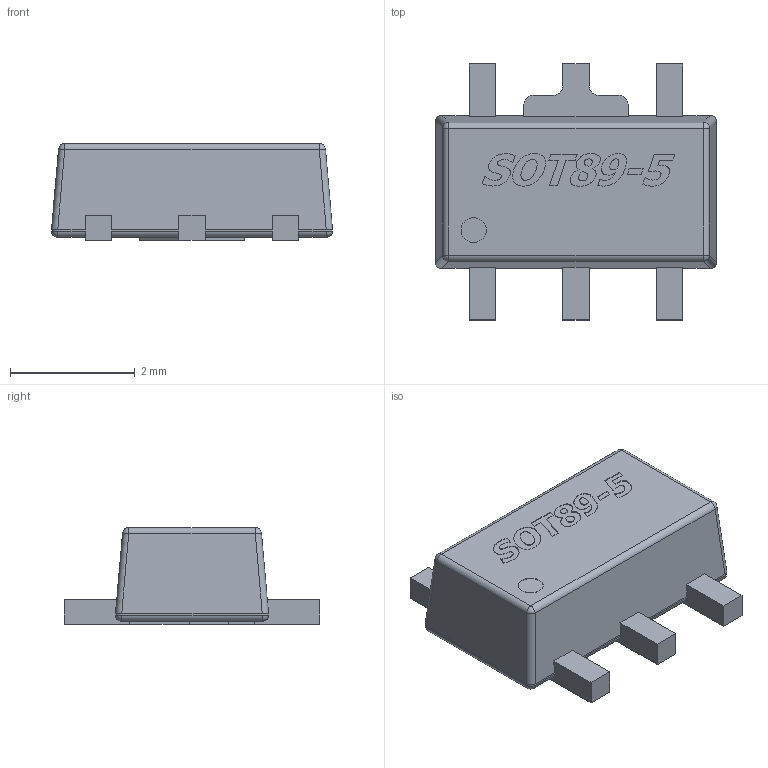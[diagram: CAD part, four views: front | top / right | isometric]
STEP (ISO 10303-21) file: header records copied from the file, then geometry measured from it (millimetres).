
FILE_DESCRIPTION(/* description */ (''),/* implementation_level */ '2;1');
FILE_NAME(/* name */ 'SOT89-5.stp',/* time_stamp */ '2015-11-22T20:57:57+10:00',/* author */ ('Nico'),/* organization */ (''),/* preprocessor_version */ 'ST-DEVELOPER v15.6',/* originating_system */ 'Autodesk Inventor 2015',/* authorisation */ '');
FILE_SCHEMA (('AUTOMOTIVE_DESIGN { 1 0 10303 214 3 1 1 }'));
Length unit declared in the file: millimetre
Products named in the file (1): SOT89-5
Bounding box: 4.5 x 4.1 x 1.55 mm (x, y, z)
Volume: 16.5 mm3; surface area: 49.3 mm2
Topology: 1 solids, 1 shells, 216 faces, 582 edges, 380 vertices
Faces by surface type: plane 96, bspline 85, cylinder 27, sphere 8
Full cylindrical faces by diameter (mm): 0.4 x1
Entity records: 7360 total; most frequent: CARTESIAN_POINT 2283, ORIENTED_EDGE 1162, DIRECTION 725, EDGE_CURVE 581, VERTEX_POINT 380, LINE 361, VECTOR 361, EDGE_LOOP 229
